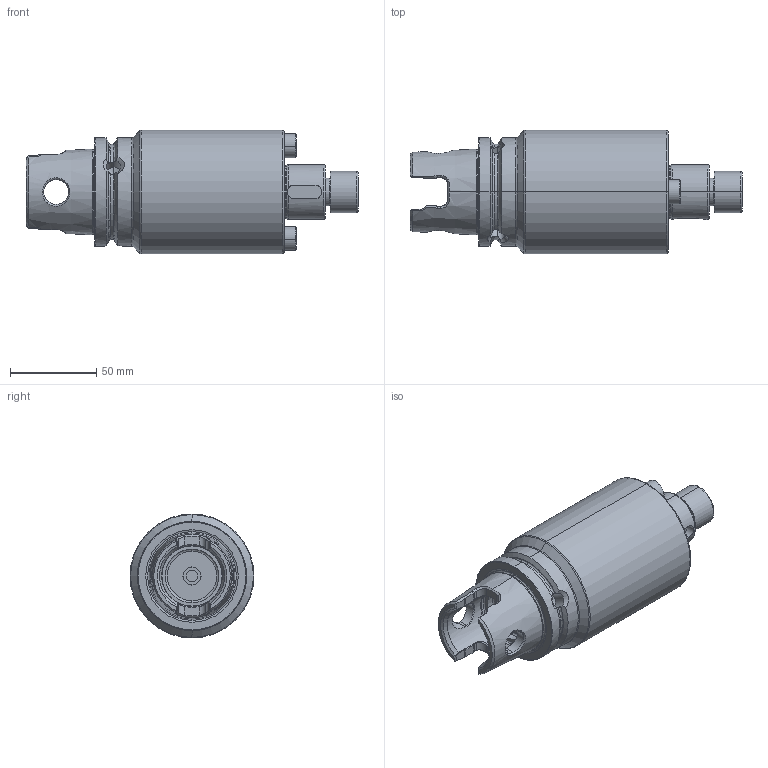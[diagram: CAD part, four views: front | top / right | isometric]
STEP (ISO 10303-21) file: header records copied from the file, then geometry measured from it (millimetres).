
FILE_DESCRIPTION (( 'STEP AP203' ), '1' );
FILE_NAME ('KY6.D32.K21.110.STEP', '2018-02-19T14:51:16', ( 'SWIAdmin' ), ( 'Hewlett-Packard Company' ), 'SwSTEP 2.0', 'SolidWorks 2017', '' );
FILE_SCHEMA (( 'CONFIG_CONTROL_DESIGN' ));
Length unit declared in the file: millimetre
Products named in the file (4): KY6-D32.K21.110_B; D32-ER1.002.035_A; D32-ER2.001.022_B; KY6.D32.K21.110
Assembly tree (4 placements, depth 2):
  KY6.D32.K21.110
    KY6-D32.K21.110_B
    D32-ER1.002.035_A
    D32-ER2.001.022_B  x2
Bounding box: 192.95 x 72 x 72 mm (x, y, z)
Volume: 467847.1 mm3; surface area: 56583.5 mm2
Topology: 4 solids, 4 shells, 387 faces, 936 edges, 552 vertices
Faces by surface type: cylinder 102, cone 87, plane 86, torus 62, bspline 50
Entity records: 13285 total; most frequent: CARTESIAN_POINT 5385, ORIENTED_EDGE 1656, DIRECTION 1409, EDGE_CURVE 828, AXIS2_PLACEMENT_3D 585, VERTEX_POINT 501, EDGE_LOOP 371, ADVANCED_FACE 347
